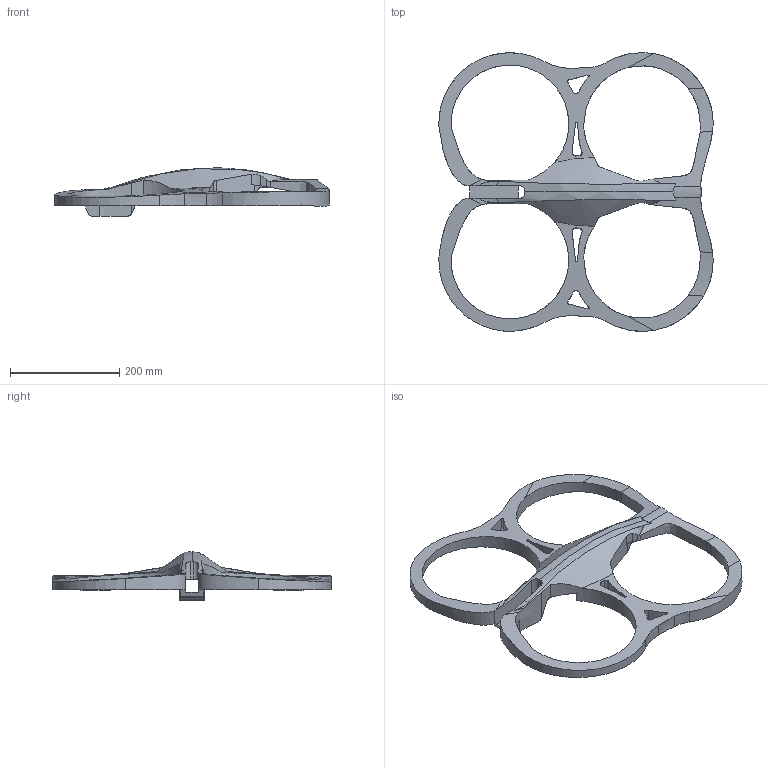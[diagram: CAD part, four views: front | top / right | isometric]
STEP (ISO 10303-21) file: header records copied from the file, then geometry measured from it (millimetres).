
FILE_DESCRIPTION(/* description */ (''),/* implementation_level */ '2;1');
FILE_NAME(/* name */ 'Hull.stp',/* time_stamp */ '2020-02-25T11:30:05+01:00',/* author */ (''),/* organization */ (''),/* preprocessor_version */ 'ST-DEVELOPER v16.7',/* originating_system */ 'SIEMENS PLM Software NX 1867',/* authorisation */ '');
FILE_SCHEMA (('AUTOMOTIVE_DESIGN { 1 0 10303 214 3 1 1 1 }'));
Length unit declared in the file: millimetre
Products named in the file (1): Indoor_Hull_1_sldprt
Bounding box: 501.84 x 509.44 x 88.83 mm (x, y, z)
Volume: 2146006.8 mm3; surface area: 301817.6 mm2
Topology: 1 solids, 1 shells, 149 faces, 474 edges, 315 vertices
Faces by surface type: cylinder 66, plane 52, extrusion 17, bspline 14
Entity records: 14005 total; most frequent: CARTESIAN_POINT 10367, ORIENTED_EDGE 948, DIRECTION 480, EDGE_CURVE 474, VERTEX_POINT 315, B_SPLINE_CURVE_WITH_KNOTS 259, VECTOR 190, LINE 173
